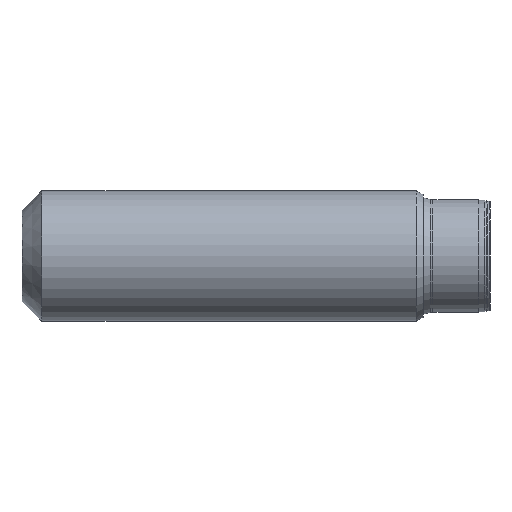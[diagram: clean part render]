
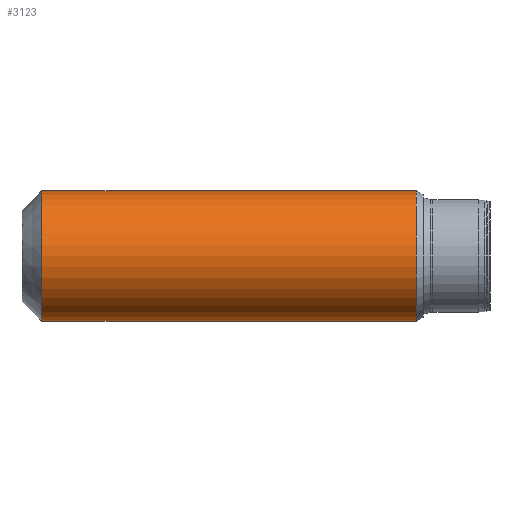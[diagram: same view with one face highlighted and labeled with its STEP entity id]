
A CAD part, front view. The second image highlights one B-rep face of the part: STEP entity #3123.
In plain terms, the highlighted cylindrical face has radius 96.076 mm (diameter 192.151 mm), a partial arc.
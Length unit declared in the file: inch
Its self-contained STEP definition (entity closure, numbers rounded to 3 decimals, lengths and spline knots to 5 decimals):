
#129 = DIRECTION ( 'NONE',  ( 0., 0., 1. ) ) ;
#405 = VERTEX_POINT ( 'NONE', #1065 ) ;
#417 = FACE_OUTER_BOUND ( 'NONE', #3687, .T. ) ;
#515 = EDGE_CURVE ( 'NONE', #4520, #3711, #2992, .T. ) ;
#747 = LINE ( 'NONE', #2151, #4240 ) ;
#889 = CARTESIAN_POINT ( 'NONE',  ( 1.1575, 0., 0. ) ) ;
#987 = CARTESIAN_POINT ( 'NONE',  ( 22.91262, 0., -3.7825 ) ) ;
#1022 = DIRECTION ( 'NONE',  ( -1., 0., 0. ) ) ;
#1065 = CARTESIAN_POINT ( 'NONE',  ( 1.1575, 0., 3.7825 ) ) ;
#1089 = EDGE_CURVE ( 'NONE', #1804, #405, #3147, .T. ) ;
#1480 = CARTESIAN_POINT ( 'NONE',  ( 0., 0., 0. ) ) ;
#1677 = EDGE_CURVE ( 'NONE', #4520, #405, #747, .T. ) ;
#1689 = ORIENTED_EDGE ( 'NONE', *, *, #515, .F. ) ;
#1803 = ORIENTED_EDGE ( 'NONE', *, *, #1089, .F. ) ;
#1804 = VERTEX_POINT ( 'NONE', #4003 ) ;
#1826 = CYLINDRICAL_SURFACE ( 'NONE', #2854, 3.7825 ) ;
#1846 = DIRECTION ( 'NONE',  ( -1., 0., 0. ) ) ;
#2151 = CARTESIAN_POINT ( 'NONE',  ( 0., 0., 3.7825 ) ) ;
#2276 = DIRECTION ( 'NONE',  ( -1., 0., 0. ) ) ;
#2402 = AXIS2_PLACEMENT_3D ( 'NONE', #4352, #3637, #129 ) ;
#2425 = DIRECTION ( 'NONE',  ( 0., 0., 1. ) ) ;
#2430 = VECTOR ( 'NONE', #1846, 39.37008 ) ;
#2854 = AXIS2_PLACEMENT_3D ( 'NONE', #1480, #1022, #2425 ) ;
#2992 = CIRCLE ( 'NONE', #2402, 3.7825 ) ;
#3123 = ADVANCED_FACE ( 'NONE', ( #417 ), #1826, .T. ) ;
#3147 = CIRCLE ( 'NONE', #3224, 3.7825 ) ;
#3224 = AXIS2_PLACEMENT_3D ( 'NONE', #889, #2276, #3700 ) ;
#3557 = EDGE_CURVE ( 'NONE', #3711, #1804, #4034, .T. ) ;
#3637 = DIRECTION ( 'NONE',  ( 1., 0., 0. ) ) ;
#3687 = EDGE_LOOP ( 'NONE', ( #4083, #1689, #3881, #1803 ) ) ;
#3700 = DIRECTION ( 'NONE',  ( 0., 0., 1. ) ) ;
#3711 = VERTEX_POINT ( 'NONE', #987 ) ;
#3738 = CARTESIAN_POINT ( 'NONE',  ( 22.91262, 0., 3.7825 ) ) ;
#3881 = ORIENTED_EDGE ( 'NONE', *, *, #1677, .T. ) ;
#3993 = CARTESIAN_POINT ( 'NONE',  ( 0., 0., -3.7825 ) ) ;
#4003 = CARTESIAN_POINT ( 'NONE',  ( 1.1575, 0., -3.7825 ) ) ;
#4034 = LINE ( 'NONE', #3993, #2430 ) ;
#4083 = ORIENTED_EDGE ( 'NONE', *, *, #3557, .F. ) ;
#4240 = VECTOR ( 'NONE', #4280, 39.37008 ) ;
#4280 = DIRECTION ( 'NONE',  ( -1., 0., 0. ) ) ;
#4352 = CARTESIAN_POINT ( 'NONE',  ( 22.91262, 0., 0. ) ) ;
#4520 = VERTEX_POINT ( 'NONE', #3738 ) ;
